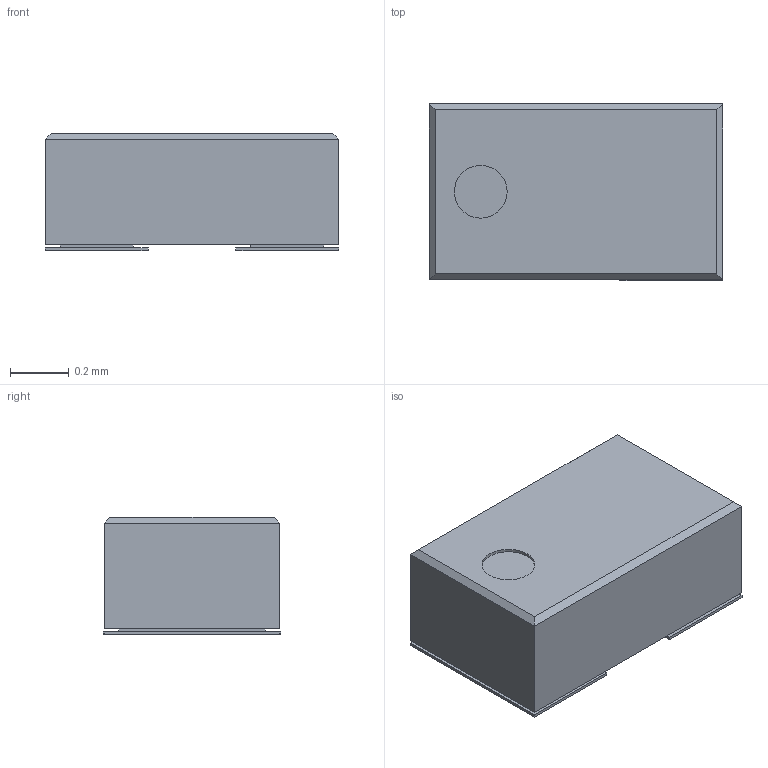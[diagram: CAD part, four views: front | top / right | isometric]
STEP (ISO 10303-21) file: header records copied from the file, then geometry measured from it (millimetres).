
FILE_DESCRIPTION (( 'STEP AP203' ), '1' );
FILE_NAME ('300-0868-000_3.step_Default_sldprt.STEP', '2020-11-13T20:12:06', ( '' ), ( '' ), 'SwSTEP 2.0', 'SolidWorks 2019', '' );
FILE_SCHEMA (( 'CONFIG_CONTROL_DESIGN' ));
Length unit declared in the file: inch
Products named in the file (1): 300-0868-000_3.step_Default_sldprt
Bounding box: 1 x 0.6 x 0.4 mm (x, y, z)
Volume: 0.2 mm3; surface area: 2.8 mm2
Topology: 1 solids, 1 shells, 45 faces, 110 edges, 72 vertices
Faces by surface type: plane 43, cylinder 2
Entity records: 1375 total; most frequent: CARTESIAN_POINT 228, ORIENTED_EDGE 220, DIRECTION 206, EDGE_CURVE 110, LINE 106, VECTOR 106, VERTEX_POINT 72, AXIS2_PLACEMENT_3D 50
